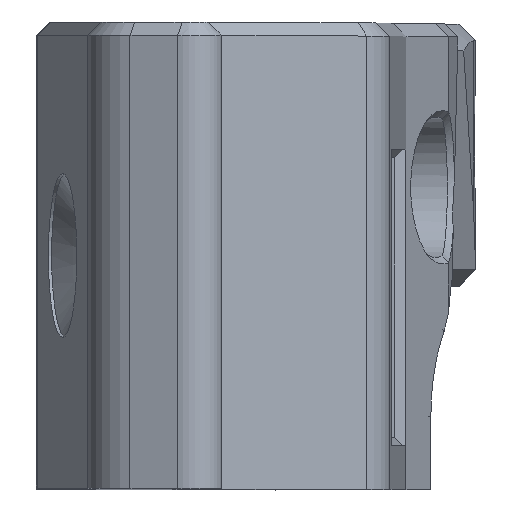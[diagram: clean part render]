
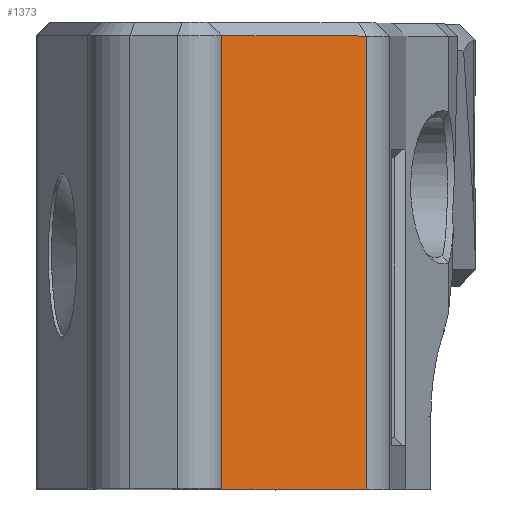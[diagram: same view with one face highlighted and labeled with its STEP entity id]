
A CAD part, top view. The second image highlights one B-rep face of the part: STEP entity #1373.
In plain terms, the highlighted planar face has unit normal (0.643, 0, 0.766).
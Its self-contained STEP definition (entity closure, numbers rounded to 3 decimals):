
#53 = ORIENTED_EDGE ( 'NONE', *, *, #4804, .F. ) ;
#122 = EDGE_CURVE ( 'NONE', #7895, #4755, #6239, .T. ) ;
#200 = ORIENTED_EDGE ( 'NONE', *, *, #2400, .F. ) ;
#213 = DIRECTION ( 'NONE',  ( -0.766, 0., 0.643 ) ) ;
#646 = VECTOR ( 'NONE', #213, 1000. ) ;
#754 = DIRECTION ( 'NONE',  ( 0., -1., 0. ) ) ;
#826 = DIRECTION ( 'NONE',  ( 0.643, 0., 0.766 ) ) ;
#1185 = PLANE ( 'NONE',  #5437 ) ;
#1219 = DIRECTION ( 'NONE',  ( 0., 1., 0. ) ) ;
#1353 = EDGE_LOOP ( 'NONE', ( #1606, #2183, #200, #53 ) ) ;
#1373 = ADVANCED_FACE ( 'NONE', ( #6689 ), #1185, .T. ) ;
#1472 = CARTESIAN_POINT ( 'NONE',  ( -27.7, -5.8, 104.704 ) ) ;
#1606 = ORIENTED_EDGE ( 'NONE', *, *, #4904, .F. ) ;
#1783 = CARTESIAN_POINT ( 'NONE',  ( -30.08, -5.8, 106.701 ) ) ;
#1830 = CARTESIAN_POINT ( 'NONE',  ( -19.234, 8.05, 97.601 ) ) ;
#2106 = LINE ( 'NONE', #3963, #7877 ) ;
#2159 = VECTOR ( 'NONE', #1219, 1000. ) ;
#2183 = ORIENTED_EDGE ( 'NONE', *, *, #122, .F. ) ;
#2400 = EDGE_CURVE ( 'NONE', #4811, #7895, #3241, .T. ) ;
#3241 = LINE ( 'NONE', #1472, #646 ) ;
#3963 = CARTESIAN_POINT ( 'NONE',  ( -24.733, 4.887, 102.215 ) ) ;
#4541 = CARTESIAN_POINT ( 'NONE',  ( -24.733, 8.05, 102.215 ) ) ;
#4755 = VERTEX_POINT ( 'NONE', #7307 ) ;
#4804 = EDGE_CURVE ( 'NONE', #5114, #4811, #2106, .T. ) ;
#4811 = VERTEX_POINT ( 'NONE', #7652 ) ;
#4875 = LINE ( 'NONE', #1830, #6321 ) ;
#4904 = EDGE_CURVE ( 'NONE', #4755, #5114, #4875, .T. ) ;
#5114 = VERTEX_POINT ( 'NONE', #4541 ) ;
#5437 = AXIS2_PLACEMENT_3D ( 'NONE', #7006, #826, #754 ) ;
#6239 = LINE ( 'NONE', #7416, #2159 ) ;
#6321 = VECTOR ( 'NONE', #6947, 1000. ) ;
#6394 = DIRECTION ( 'NONE',  ( 0., -1., 0. ) ) ;
#6689 = FACE_OUTER_BOUND ( 'NONE', #1353, .T. ) ;
#6947 = DIRECTION ( 'NONE',  ( 0.766, 0., -0.643 ) ) ;
#7006 = CARTESIAN_POINT ( 'NONE',  ( -24.07, 8.45, 101.658 ) ) ;
#7307 = CARTESIAN_POINT ( 'NONE',  ( -30.08, 8.05, 106.701 ) ) ;
#7416 = CARTESIAN_POINT ( 'NONE',  ( -30.08, 8.45, 106.701 ) ) ;
#7652 = CARTESIAN_POINT ( 'NONE',  ( -24.733, -5.8, 102.215 ) ) ;
#7877 = VECTOR ( 'NONE', #6394, 1000. ) ;
#7895 = VERTEX_POINT ( 'NONE', #1783 ) ;
